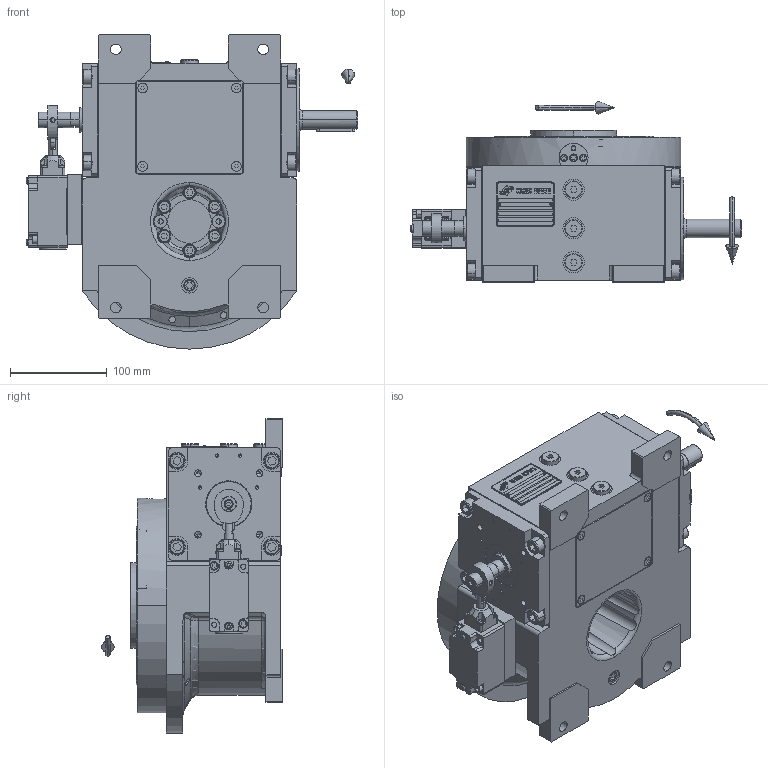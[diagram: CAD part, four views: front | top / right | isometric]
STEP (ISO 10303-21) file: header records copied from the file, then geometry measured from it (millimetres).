
FILE_DESCRIPTION (( 'STEP AP203' ), '1' );
FILE_NAME ('PC5000762.step', '2025-10-13T13:01:28', ( '' ), ( '' ), 'SwSTEP 2.0', 'SolidWorks 2020', '' );
FILE_SCHEMA (( 'CONFIG_CONTROL_DESIGN' ));
Length unit declared in the file: millimetre
Products named in the file (89): AS_rig06_071_8_m; CFN2000_01_185.stp; cfn2107_01_001; freccia_angolare; rig06_001_a; cfn2000_01_126; cfn2155_01_056; cfn2077_01_018; cfn2003_01_054; 9004_1704; rig06_003_8; cfn2205_01_013; cfn2104_01_016; rig06_004; cfn2000_01_124; cfn2070_05_005; AS_rig06_004; cfn2128_19_002; CFN2010_01_012.stp; CFN2010_02_002.stp; cfn2000_01_168; 9004_2512; RIG06_005_ASM.stp; rig06_004_s_001; CFN2356_03_047.stp; AS_rig06_015; cfn2000_01_103; rig06_071_08_m_asm.stp; cfn2010_01_015.prt; rig06_007_master; CFN2104_02_017.stp; CFN2223_01-570X6-B.stp; CFN2203_02_001.stp; olio_agip_blasia_150; rig06_015; cfn2151_01_290; cfn2128_04_004; AS_cfn2476_01_002_60x46; cfn2073_01_012; PC5000762 ...
Assembly tree (86 placements, depth 5):
  cfn2077_01_018
  cfn2205_01_013
  CFN2010_01_012.stp
  CFN2356_03_047.stp
  rig06_007_master
Bounding box: 342.9 x 187 x 325 mm (x, y, z)
Volume: 2501799 mm3; surface area: 803433 mm2
Topology: 73 solids, 73 shells, 2313 faces, 5765 edges, 3708 vertices
Faces by surface type: plane 1174, cylinder 745, cone 338, torus 44, bspline 6, sphere 6
Entity records: 77717 total; most frequent: CARTESIAN_POINT 16844, DIRECTION 10850, ORIENTED_EDGE 10470, EDGE_CURVE 5235, AXIS2_PLACEMENT_3D 3765, VERTEX_POINT 3419, VECTOR 3320, LINE 3320
